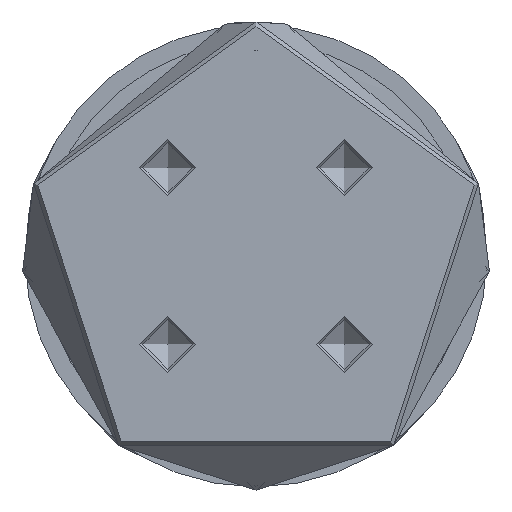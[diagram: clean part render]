
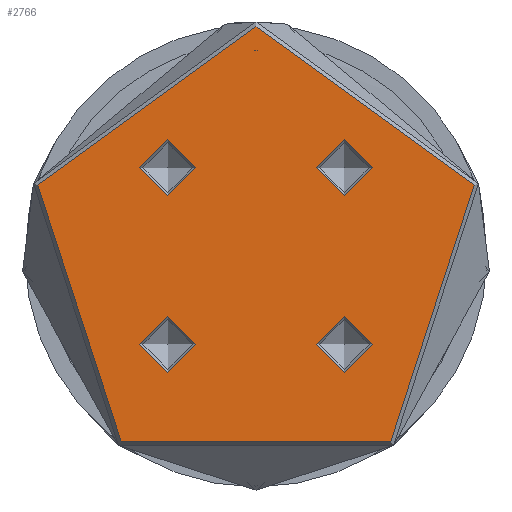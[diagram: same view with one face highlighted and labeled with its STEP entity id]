
A CAD part, front view. The second image highlights one B-rep face of the part: STEP entity #2766.
In plain terms, the highlighted face is planar.
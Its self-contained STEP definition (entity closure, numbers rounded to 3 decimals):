
#22 = CARTESIAN_POINT ( 'NONE',  ( 18.642, -14.142, 0. ) ) ;
#250 = EDGE_CURVE ( 'NONE', #1607, #1607, #3803, .T. ) ;
#454 = CIRCLE ( 'NONE', #1701, 36.75 ) ;
#500 = CARTESIAN_POINT ( 'NONE',  ( 36.75, 0., 0. ) ) ;
#516 = ORIENTED_EDGE ( 'NONE', *, *, #4976, .T. ) ;
#680 = CIRCLE ( 'NONE', #2930, 4.5 ) ;
#702 = DIRECTION ( 'NONE',  ( -1., 0., 0. ) ) ;
#787 = EDGE_CURVE ( 'NONE', #2491, #2491, #680, .T. ) ;
#799 = CARTESIAN_POINT ( 'NONE',  ( -18.642, 14.142, 0. ) ) ;
#997 = CARTESIAN_POINT ( 'NONE',  ( 0., 0., 0. ) ) ;
#1002 = FACE_BOUND ( 'NONE', #3061, .T. ) ;
#1160 = DIRECTION ( 'NONE',  ( 0., 0., -1. ) ) ;
#1450 = DIRECTION ( 'NONE',  ( 1., 0., 0. ) ) ;
#1505 = CARTESIAN_POINT ( 'NONE',  ( -14.142, -14.142, 0. ) ) ;
#1607 = VERTEX_POINT ( 'NONE', #799 ) ;
#1701 = AXIS2_PLACEMENT_3D ( 'NONE', #997, #4265, #1450 ) ;
#1710 = AXIS2_PLACEMENT_3D ( 'NONE', #3955, #1160, #4440 ) ;
#1732 = EDGE_LOOP ( 'NONE', ( #2320 ) ) ;
#1862 = EDGE_LOOP ( 'NONE', ( #4382 ) ) ;
#1903 = AXIS2_PLACEMENT_3D ( 'NONE', #5825, #3509, #702 ) ;
#1983 = DIRECTION ( 'NONE',  ( -1., 0., 0. ) ) ;
#2010 = CARTESIAN_POINT ( 'NONE',  ( 14.142, 14.142, 0. ) ) ;
#2320 = ORIENTED_EDGE ( 'NONE', *, *, #3118, .T. ) ;
#2372 = CIRCLE ( 'NONE', #1710, 4.5 ) ;
#2382 = CARTESIAN_POINT ( 'NONE',  ( 18.642, 14.142, 0. ) ) ;
#2491 = VERTEX_POINT ( 'NONE', #5014 ) ;
#2509 = DIRECTION ( 'NONE',  ( 1., 0., 0. ) ) ;
#2550 = CARTESIAN_POINT ( 'NONE',  ( -14.142, 14.142, 0. ) ) ;
#2675 = EDGE_CURVE ( 'NONE', #3708, #3708, #6070, .T. ) ;
#2722 = FACE_BOUND ( 'NONE', #5961, .T. ) ;
#2766 = ADVANCED_FACE ( 'NONE', ( #4286, #4295, #1002, #2722, #5341 ), #3035, .F. ) ;
#2930 = AXIS2_PLACEMENT_3D ( 'NONE', #1505, #4782, #1983 ) ;
#3008 = DIRECTION ( 'NONE',  ( -1., 0., 0. ) ) ;
#3035 = PLANE ( 'NONE',  #1903 ) ;
#3061 = EDGE_LOOP ( 'NONE', ( #516 ) ) ;
#3118 = EDGE_CURVE ( 'NONE', #4613, #4613, #454, .T. ) ;
#3195 = AXIS2_PLACEMENT_3D ( 'NONE', #2550, #5797, #3008 ) ;
#3237 = ORIENTED_EDGE ( 'NONE', *, *, #2675, .F. ) ;
#3509 = DIRECTION ( 'NONE',  ( 0., 0., -1. ) ) ;
#3685 = ORIENTED_EDGE ( 'NONE', *, *, #250, .T. ) ;
#3708 = VERTEX_POINT ( 'NONE', #2382 ) ;
#3803 = CIRCLE ( 'NONE', #3195, 4.5 ) ;
#3955 = CARTESIAN_POINT ( 'NONE',  ( 14.142, -14.142, 0. ) ) ;
#4213 = AXIS2_PLACEMENT_3D ( 'NONE', #2010, #5293, #2509 ) ;
#4265 = DIRECTION ( 'NONE',  ( 0., 0., 1. ) ) ;
#4286 = FACE_BOUND ( 'NONE', #1862, .T. ) ;
#4295 = FACE_BOUND ( 'NONE', #4352, .T. ) ;
#4352 = EDGE_LOOP ( 'NONE', ( #3685 ) ) ;
#4382 = ORIENTED_EDGE ( 'NONE', *, *, #787, .F. ) ;
#4440 = DIRECTION ( 'NONE',  ( 1., 0., 0. ) ) ;
#4613 = VERTEX_POINT ( 'NONE', #500 ) ;
#4782 = DIRECTION ( 'NONE',  ( 0., 0., 1. ) ) ;
#4809 = VERTEX_POINT ( 'NONE', #22 ) ;
#4976 = EDGE_CURVE ( 'NONE', #4809, #4809, #2372, .T. ) ;
#5014 = CARTESIAN_POINT ( 'NONE',  ( -18.642, -14.142, 0. ) ) ;
#5293 = DIRECTION ( 'NONE',  ( 0., 0., 1. ) ) ;
#5341 = FACE_OUTER_BOUND ( 'NONE', #1732, .T. ) ;
#5797 = DIRECTION ( 'NONE',  ( 0., 0., -1. ) ) ;
#5825 = CARTESIAN_POINT ( 'NONE',  ( 0., 0., 0. ) ) ;
#5961 = EDGE_LOOP ( 'NONE', ( #3237 ) ) ;
#6070 = CIRCLE ( 'NONE', #4213, 4.5 ) ;
